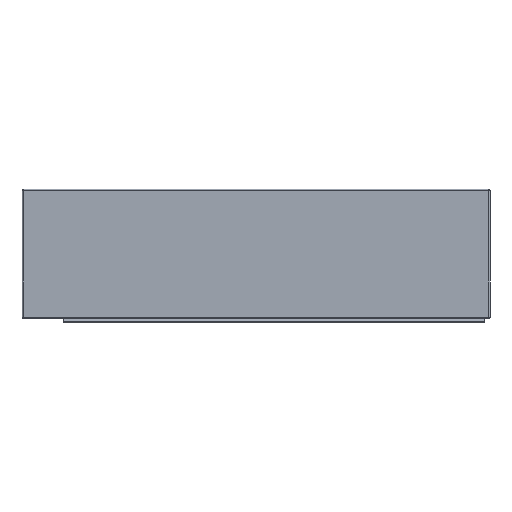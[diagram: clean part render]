
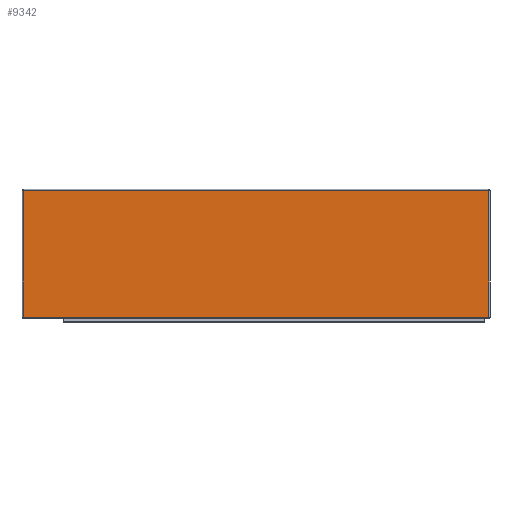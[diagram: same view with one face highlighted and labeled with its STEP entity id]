
A CAD part, front view. The second image highlights one B-rep face of the part: STEP entity #9342.
In plain terms, the highlighted planar face has unit normal (0, -1, 0).
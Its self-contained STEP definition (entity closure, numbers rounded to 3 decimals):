
#24 = EDGE_LOOP ( 'NONE', ( #8004, #8005, #8006, #8007 ) ) ;
#2888 = CARTESIAN_POINT ( 'NONE',  ( 0.5, -12.5, -29.75 ) ) ;
#2889 = DIRECTION ( 'NONE',  ( 0., 0., -1. ) ) ;
#2890 = CARTESIAN_POINT ( 'NONE',  ( 216., -12.5, -29.25 ) ) ;
#2891 = DIRECTION ( 'NONE',  ( 1., 0., 0. ) ) ;
#2892 = CARTESIAN_POINT ( 'NONE',  ( 215.5, -12.5, -29.75 ) ) ;
#2893 = DIRECTION ( 'NONE',  ( 0., 0., 1. ) ) ;
#2894 = CARTESIAN_POINT ( 'NONE',  ( 216., -12.5, 29.25 ) ) ;
#2895 = DIRECTION ( 'NONE',  ( -1., 0., 0. ) ) ;
#3198 = AXIS2_PLACEMENT_3D ( 'NONE', #5616, #5617, #5618 ) ;
#3508 = LINE ( 'NONE', #2888, #3509 ) ;
#3509 = VECTOR ( 'NONE', #2889, 1000. ) ;
#3510 = LINE ( 'NONE', #2890, #3511 ) ;
#3511 = VECTOR ( 'NONE', #2891, 1000. ) ;
#3512 = LINE ( 'NONE', #2892, #3513 ) ;
#3513 = VECTOR ( 'NONE', #2893, 1000. ) ;
#3514 = LINE ( 'NONE', #2894, #3515 ) ;
#3515 = VECTOR ( 'NONE', #2895, 1000. ) ;
#5615 = PLANE ( 'NONE',  #3198 ) ;
#5616 = CARTESIAN_POINT ( 'NONE',  ( 216., -12.5, -29.75 ) ) ;
#5617 = DIRECTION ( 'NONE',  ( 0., 1., 0. ) ) ;
#5618 = DIRECTION ( 'NONE',  ( 0., 0., 1. ) ) ;
#5976 = FACE_OUTER_BOUND ( 'NONE', #24, .T. ) ;
#7232 = CARTESIAN_POINT ( 'NONE',  ( 0.5, -12.5, 29.25 ) ) ;
#7233 = CARTESIAN_POINT ( 'NONE',  ( 0.5, -12.5, -29.25 ) ) ;
#7234 = CARTESIAN_POINT ( 'NONE',  ( 215.5, -12.5, -29.25 ) ) ;
#7235 = CARTESIAN_POINT ( 'NONE',  ( 215.5, -12.5, 29.25 ) ) ;
#7888 = EDGE_CURVE ( 'NONE', #9927, #9928, #3508, .T. ) ;
#7889 = EDGE_CURVE ( 'NONE', #9928, #9929, #3510, .T. ) ;
#7890 = EDGE_CURVE ( 'NONE', #9929, #9930, #3512, .T. ) ;
#7891 = EDGE_CURVE ( 'NONE', #9930, #9927, #3514, .T. ) ;
#8004 = ORIENTED_EDGE ( 'NONE', *, *, #7888, .T. ) ;
#8005 = ORIENTED_EDGE ( 'NONE', *, *, #7889, .T. ) ;
#8006 = ORIENTED_EDGE ( 'NONE', *, *, #7890, .T. ) ;
#8007 = ORIENTED_EDGE ( 'NONE', *, *, #7891, .T. ) ;
#9342 = ADVANCED_FACE ( 'NONE', ( #5976 ), #5615, .F. ) ;
#9927 = VERTEX_POINT ( 'NONE', #7232 ) ;
#9928 = VERTEX_POINT ( 'NONE', #7233 ) ;
#9929 = VERTEX_POINT ( 'NONE', #7234 ) ;
#9930 = VERTEX_POINT ( 'NONE', #7235 ) ;
